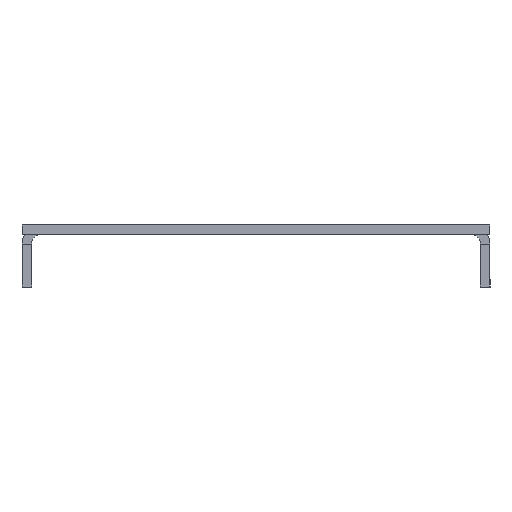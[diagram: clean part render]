
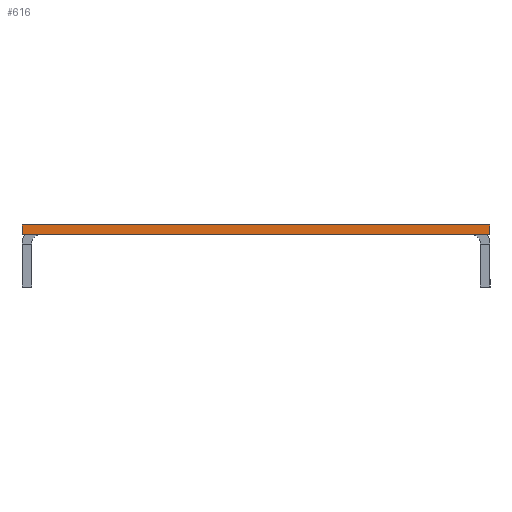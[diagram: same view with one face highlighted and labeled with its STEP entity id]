
A CAD part, left-side view. The second image highlights one B-rep face of the part: STEP entity #616.
In plain terms, the highlighted planar face has unit normal (-1, 0, 0).
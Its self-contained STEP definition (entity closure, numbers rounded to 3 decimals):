
#26 = CARTESIAN_POINT ( 'NONE',  ( -365., 24.5, -1. ) ) ;
#29 = VECTOR ( 'NONE', #873, 1000. ) ;
#83 = AXIS2_PLACEMENT_3D ( 'NONE', #1133, #86, #97 ) ;
#86 = DIRECTION ( 'NONE',  ( -1., 0., 0. ) ) ;
#97 = DIRECTION ( 'NONE',  ( 0., 0., 1. ) ) ;
#115 = EDGE_CURVE ( 'NONE', #496, #611, #881, .T. ) ;
#172 = EDGE_CURVE ( 'NONE', #817, #629, #998, .T. ) ;
#192 = VECTOR ( 'NONE', #954, 1000. ) ;
#266 = CARTESIAN_POINT ( 'NONE',  ( -365., -24.5, -1. ) ) ;
#300 = CARTESIAN_POINT ( 'NONE',  ( -365., -24.5, -1. ) ) ;
#339 = EDGE_CURVE ( 'NONE', #817, #496, #731, .T. ) ;
#417 = ORIENTED_EDGE ( 'NONE', *, *, #172, .F. ) ;
#434 = EDGE_LOOP ( 'NONE', ( #562, #417, #566, #938 ) ) ;
#468 = CARTESIAN_POINT ( 'NONE',  ( -365., -24.5, 0. ) ) ;
#496 = VERTEX_POINT ( 'NONE', #300 ) ;
#562 = ORIENTED_EDGE ( 'NONE', *, *, #595, .F. ) ;
#566 = ORIENTED_EDGE ( 'NONE', *, *, #339, .T. ) ;
#595 = EDGE_CURVE ( 'NONE', #629, #611, #1077, .T. ) ;
#611 = VERTEX_POINT ( 'NONE', #468 ) ;
#614 = CARTESIAN_POINT ( 'NONE',  ( -365., 24.5, 0. ) ) ;
#616 = ADVANCED_FACE ( 'NONE', ( #880 ), #1140, .T. ) ;
#629 = VERTEX_POINT ( 'NONE', #806 ) ;
#646 = DIRECTION ( 'NONE',  ( 0., -1., 0. ) ) ;
#729 = VECTOR ( 'NONE', #646, 1000. ) ;
#731 = LINE ( 'NONE', #815, #1026 ) ;
#787 = CARTESIAN_POINT ( 'NONE',  ( -365., 24.5, -1. ) ) ;
#797 = DIRECTION ( 'NONE',  ( 0., -1., 0. ) ) ;
#806 = CARTESIAN_POINT ( 'NONE',  ( -365., 24.5, 0. ) ) ;
#815 = CARTESIAN_POINT ( 'NONE',  ( -365., 24.5, -1. ) ) ;
#817 = VERTEX_POINT ( 'NONE', #26 ) ;
#873 = DIRECTION ( 'NONE',  ( 0., 0., 1. ) ) ;
#880 = FACE_OUTER_BOUND ( 'NONE', #434, .T. ) ;
#881 = LINE ( 'NONE', #266, #192 ) ;
#938 = ORIENTED_EDGE ( 'NONE', *, *, #115, .T. ) ;
#954 = DIRECTION ( 'NONE',  ( 0., 0., 1. ) ) ;
#998 = LINE ( 'NONE', #787, #29 ) ;
#1026 = VECTOR ( 'NONE', #797, 1000. ) ;
#1077 = LINE ( 'NONE', #614, #729 ) ;
#1133 = CARTESIAN_POINT ( 'NONE',  ( -365., 24.5, -1. ) ) ;
#1140 = PLANE ( 'NONE',  #83 ) ;
